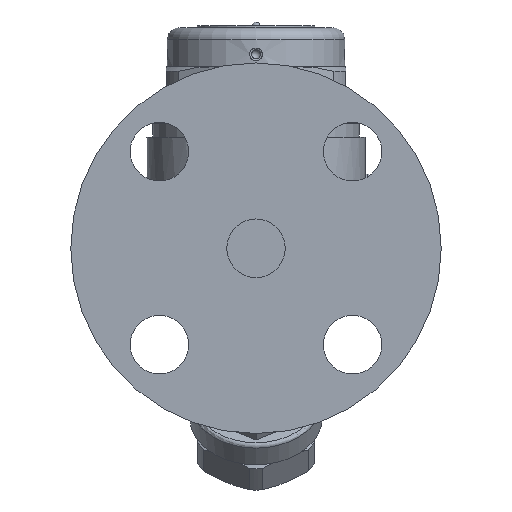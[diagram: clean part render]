
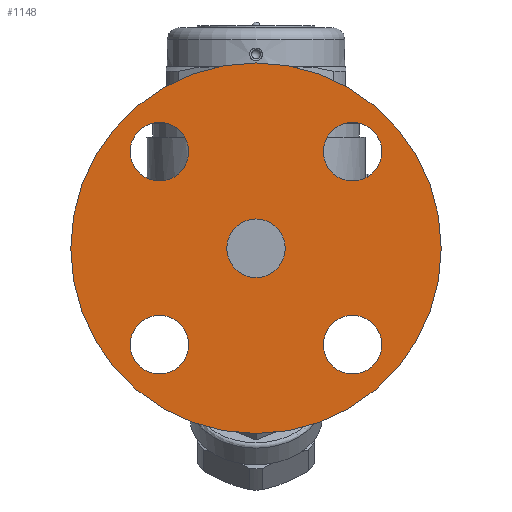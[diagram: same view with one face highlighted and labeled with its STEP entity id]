
A CAD part, left-side view. The second image highlights one B-rep face of the part: STEP entity #1148.
In plain terms, the highlighted planar face has unit normal (-1, 0, 0).
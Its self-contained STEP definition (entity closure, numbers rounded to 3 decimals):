
#607=CARTESIAN_POINT('',(-70.0,-32.249,-24.749));
#608=VERTEX_POINT('',#607);
#609=CARTESIAN_POINT('',(-70.0,-24.749,-24.749));
#610=DIRECTION('',(1.0,0.0,0.0));
#611=DIRECTION('',(0.0,-1.0,0.0));
#612=AXIS2_PLACEMENT_3D('',#609,#610,#611);
#613=CIRCLE('',#612,7.5);
#614=EDGE_CURVE('',#608,#608,#613,.T.);
#656=CARTESIAN_POINT('',(-70.0,24.749,-32.249));
#657=VERTEX_POINT('',#656);
#658=CARTESIAN_POINT('',(-70.0,24.749,-24.749));
#659=DIRECTION('',(1.0,0.0,0.0));
#660=DIRECTION('',(0.0,0.0,-1.0));
#661=AXIS2_PLACEMENT_3D('',#658,#659,#660);
#662=CIRCLE('',#661,7.5);
#663=EDGE_CURVE('',#657,#657,#662,.T.);
#705=CARTESIAN_POINT('',(-70.0,32.249,24.749));
#706=VERTEX_POINT('',#705);
#707=CARTESIAN_POINT('',(-70.0,24.749,24.749));
#708=DIRECTION('',(1.0,0.0,0.0));
#709=DIRECTION('',(0.0,1.0,0.0));
#710=AXIS2_PLACEMENT_3D('',#707,#708,#709);
#711=CIRCLE('',#710,7.5);
#712=EDGE_CURVE('',#706,#706,#711,.T.);
#754=CARTESIAN_POINT('',(-70.0,-24.749,32.249));
#755=VERTEX_POINT('',#754);
#756=CARTESIAN_POINT('',(-70.0,-24.749,24.749));
#757=DIRECTION('',(1.0,0.0,0.0));
#758=DIRECTION('',(0.0,0.0,1.0));
#759=AXIS2_PLACEMENT_3D('',#756,#757,#758);
#760=CIRCLE('',#759,7.5);
#761=EDGE_CURVE('',#755,#755,#760,.T.);
#994=CARTESIAN_POINT('',(-70.,0.0,47.5));
#995=VERTEX_POINT('',#994);
#996=CARTESIAN_POINT('',(-70.0,0.0,0.));
#997=DIRECTION('',(-1.0,0.0,0.0));
#998=DIRECTION('',(0.0,0.0,1.0));
#999=AXIS2_PLACEMENT_3D('',#996,#997,#998);
#1000=CIRCLE('',#999,47.5);
#1001=EDGE_CURVE('',#995,#995,#1000,.T.);
#1117=CARTESIAN_POINT('',(-70.0,0.0,27.5));
#1118=DIRECTION('',(-1.0,0.0,0.0));
#1119=DIRECTION('',(0.0,0.0,1.0));
#1120=AXIS2_PLACEMENT_3D('',#1117,#1118,#1119);
#1121=PLANE('',#1120);
#1122=ORIENTED_EDGE('',*,*,#1001,.T.);
#1123=EDGE_LOOP('',(#1122));
#1124=FACE_OUTER_BOUND('',#1123,.T.);
#1125=ORIENTED_EDGE('',*,*,#614,.T.);
#1126=EDGE_LOOP('',(#1125));
#1127=FACE_BOUND('',#1126,.T.);
#1128=ORIENTED_EDGE('',*,*,#663,.T.);
#1129=EDGE_LOOP('',(#1128));
#1130=FACE_BOUND('',#1129,.T.);
#1131=ORIENTED_EDGE('',*,*,#712,.T.);
#1132=EDGE_LOOP('',(#1131));
#1133=FACE_BOUND('',#1132,.T.);
#1134=ORIENTED_EDGE('',*,*,#761,.T.);
#1135=EDGE_LOOP('',(#1134));
#1136=FACE_BOUND('',#1135,.T.);
#1137=CARTESIAN_POINT('',(-70.0,0.0,7.5));
#1138=VERTEX_POINT('',#1137);
#1139=CARTESIAN_POINT('',(-70.0,0.0,0.));
#1140=DIRECTION('',(-1.0,0.0,0.0));
#1141=DIRECTION('',(0.0,0.0,1.0));
#1142=AXIS2_PLACEMENT_3D('',#1139,#1140,#1141);
#1143=CIRCLE('',#1142,7.5);
#1144=EDGE_CURVE('',#1138,#1138,#1143,.T.);
#1145=ORIENTED_EDGE('',*,*,#1144,.F.);
#1146=EDGE_LOOP('',(#1145));
#1147=FACE_BOUND('',#1146,.T.);
#1148=ADVANCED_FACE('',(#1124,#1127,#1130,#1133,#1136,#1147),#1121,.T.);
